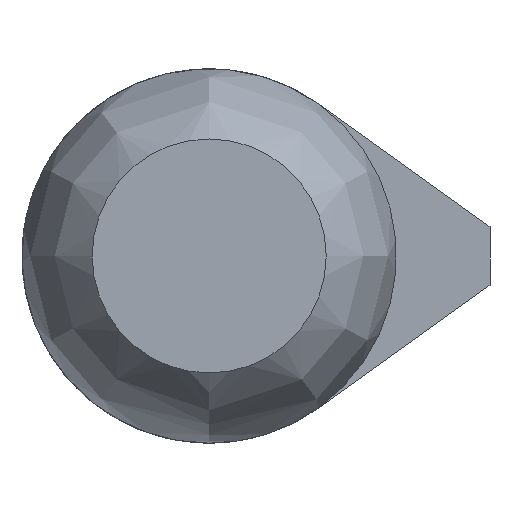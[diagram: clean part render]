
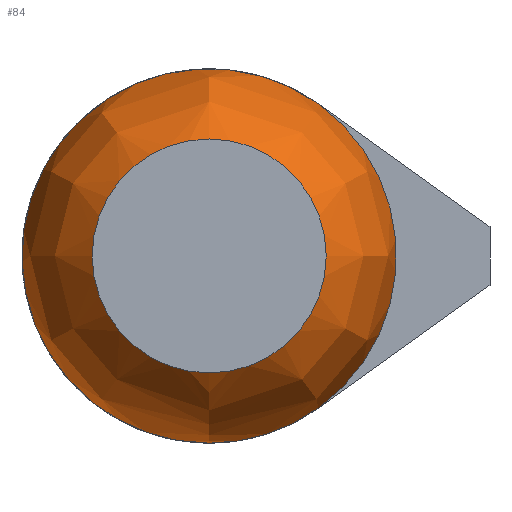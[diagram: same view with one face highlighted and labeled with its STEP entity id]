
A CAD part, front view. The second image highlights one B-rep face of the part: STEP entity #84.
In plain terms, the highlighted free-form (B-spline) face has degree [3, 3] with [4, 7] control points.
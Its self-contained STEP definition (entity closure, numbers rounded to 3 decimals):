
#84 = ADVANCED_FACE( '', ( #178, #179 ), #180, .T. );
#178 = FACE_OUTER_BOUND( '', #346, .T. );
#179 = FACE_OUTER_BOUND( '', #347, .T. );
#180 = ( BOUNDED_SURFACE(  )B_SPLINE_SURFACE( 3, 3, ( ( #350, #351, #352, #353, #354, #355, #356 ), ( #357, #358, #359, #360, #361, #362, #363 ), ( #364, #365, #366, #367, #368, #369, #370 ), ( #371, #372, #373, #374, #375, #376, #377 ) ), .UNSPECIFIED., .F., .T., .F. )B_SPLINE_SURFACE_WITH_KNOTS( ( 4, 4 ), ( 4, 3, 4 ), ( 0., 6.283 ), ( -0.001, 0.481, 0.963 ), .UNSPECIFIED. )GEOMETRIC_REPRESENTATION_ITEM(  )RATIONAL_B_SPLINE_SURFACE( ( ( 1., 0.333, 0.333, 1., 0.333, 0.333, 1. ), ( 0.924, 0.308, 0.308, 0.924, 0.308, 0.308, 0.924 ), ( 0.924, 0.308, 0.308, 0.924, 0.308, 0.308, 0.924 ), ( 1., 0.333, 0.333, 1., 0.333, 0.333, 1. ) ) )REPRESENTATION_ITEM( '' )SURFACE(  ) );
#346 = EDGE_LOOP( '', ( #529, #530 ) );
#347 = EDGE_LOOP( '', ( #531 ) );
#350 = CARTESIAN_POINT( '', ( 0., -59., -5. ) );
#351 = CARTESIAN_POINT( '', ( 10., -59., -5. ) );
#352 = CARTESIAN_POINT( '', ( 10., -59., 5. ) );
#353 = CARTESIAN_POINT( '', ( 0., -59., 5. ) );
#354 = CARTESIAN_POINT( '', ( -10., -59., 5. ) );
#355 = CARTESIAN_POINT( '', ( -10., -59., -5. ) );
#356 = CARTESIAN_POINT( '', ( 0., -59., -5. ) );
#357 = CARTESIAN_POINT( '', ( 0., -57.663, -6.92 ) );
#358 = CARTESIAN_POINT( '', ( 13.839, -57.663, -6.92 ) );
#359 = CARTESIAN_POINT( '', ( 13.839, -57.663, 6.92 ) );
#360 = CARTESIAN_POINT( '', ( 0., -57.663, 6.92 ) );
#361 = CARTESIAN_POINT( '', ( -13.839, -57.663, 6.92 ) );
#362 = CARTESIAN_POINT( '', ( -13.839, -57.663, -6.92 ) );
#363 = CARTESIAN_POINT( '', ( 0., -57.663, -6.92 ) );
#364 = CARTESIAN_POINT( '', ( 0., -55.589, -8.002 ) );
#365 = CARTESIAN_POINT( '', ( 16.004, -55.589, -8.002 ) );
#366 = CARTESIAN_POINT( '', ( 16.004, -55.589, 8.002 ) );
#367 = CARTESIAN_POINT( '', ( 0., -55.589, 8.002 ) );
#368 = CARTESIAN_POINT( '', ( -16.004, -55.589, 8.002 ) );
#369 = CARTESIAN_POINT( '', ( -16.004, -55.589, -8.002 ) );
#370 = CARTESIAN_POINT( '', ( 0., -55.589, -8.002 ) );
#371 = CARTESIAN_POINT( '', ( 0., -53.25, -8. ) );
#372 = CARTESIAN_POINT( '', ( 16., -53.25, -8. ) );
#373 = CARTESIAN_POINT( '', ( 16., -53.25, 8. ) );
#374 = CARTESIAN_POINT( '', ( 0., -53.25, 8. ) );
#375 = CARTESIAN_POINT( '', ( -16., -53.25, 8. ) );
#376 = CARTESIAN_POINT( '', ( -16., -53.25, -8. ) );
#377 = CARTESIAN_POINT( '', ( 0., -53.25, -8. ) );
#529 = ORIENTED_EDGE( '', *, *, #614, .F. );
#530 = ORIENTED_EDGE( '', *, *, #625, .F. );
#531 = ORIENTED_EDGE( '', *, *, #638, .F. );
#614 = EDGE_CURVE( '', #693, #696, #697, .T. );
#625 = EDGE_CURVE( '', #696, #693, #714, .T. );
#638 = EDGE_CURVE( '', #728, #728, #729, .T. );
#693 = VERTEX_POINT( '', #792 );
#696 = VERTEX_POINT( '', #796 );
#697 = CIRCLE( '', #797, 8. );
#714 = CIRCLE( '', #819, 8. );
#728 = VERTEX_POINT( '', #838 );
#729 = CIRCLE( '', #839, 5. );
#792 = CARTESIAN_POINT( '', ( 4.656, -53.25, 6.506 ) );
#796 = CARTESIAN_POINT( '', ( 4.656, -53.25, -6.506 ) );
#797 = AXIS2_PLACEMENT_3D( '', #897, #898, #899 );
#819 = AXIS2_PLACEMENT_3D( '', #914, #915, #916 );
#838 = CARTESIAN_POINT( '', ( 0., -59., -5. ) );
#839 = AXIS2_PLACEMENT_3D( '', #922, #923, #924 );
#897 = CARTESIAN_POINT( '', ( 0., -53.25, 0. ) );
#898 = DIRECTION( '', ( 0., 1., 0. ) );
#899 = DIRECTION( '', ( 0., 0., 1. ) );
#914 = CARTESIAN_POINT( '', ( 0., -53.25, 0. ) );
#915 = DIRECTION( '', ( 0., 1., 0. ) );
#916 = DIRECTION( '', ( 1., 0., 0. ) );
#922 = CARTESIAN_POINT( '', ( 0., -59., 0. ) );
#923 = DIRECTION( '', ( 0., -1., 0. ) );
#924 = DIRECTION( '', ( 0., 0., -1. ) );
